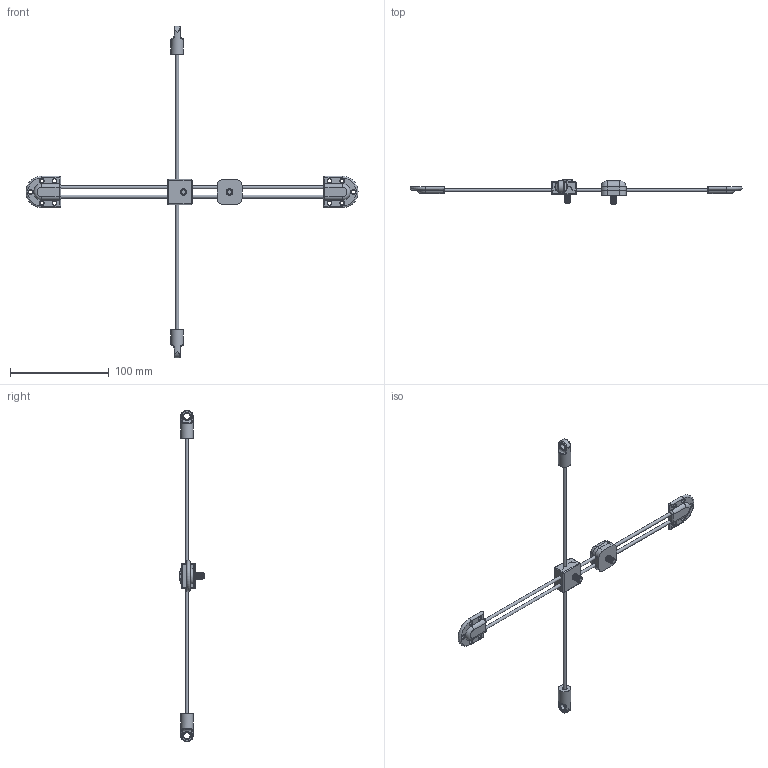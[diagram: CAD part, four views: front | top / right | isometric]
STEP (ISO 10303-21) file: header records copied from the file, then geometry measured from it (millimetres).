
FILE_DESCRIPTION(/* description */ (''),/* implementation_level */ '2;1');
FILE_NAME(/* name */ 'belly mount v26.step',/* time_stamp */ '2018-11-02T16:53:18-07:00',/* author */ (''),/* organization */ (''),/* preprocessor_version */ 'ST-DEVELOPER v17.2',/* originating_system */ 'Autodesk Translation Framework v7.6.0.251',/* authorisation */ '');
FILE_SCHEMA (('AUTOMOTIVE_DESIGN { 1 0 10303 214 3 1 1 }'));
Length unit declared in the file: inch
Products named in the file (7): belly mount; cross bar mount (1); slide-mount; 94613A540; end cap; 1/8" carbon rod; bridle tip
Assembly tree (11 placements, depth 2):
  belly mount
    1/8" carbon rod  x3
    end cap  x2
    cross bar mount (1)
    slide-mount
    94613A540  x2
    bridle tip  x2
Bounding box: 336.95 x 24.67 x 336.5 mm (x, y, z)
Volume: 37071.9 mm3; surface area: 27939.7 mm2
Topology: 13 solids, 13 shells, 384 faces, 986 edges, 619 vertices
Faces by surface type: cylinder 183, plane 111, torus 28, bspline 28, sphere 20, cone 14
Full cylindrical faces by diameter (mm): 3.175 x7, 3.572 x2, 3.969 x10, 4.711 x28, 6.35 x30, 6.747 x2, 12.7 x2
Entity records: 11972 total; most frequent: CARTESIAN_POINT 5355, DIRECTION 1357, ORIENTED_EDGE 1356, EDGE_CURVE 678, AXIS2_PLACEMENT_3D 530, VERTEX_POINT 426, LINE 297, VECTOR 297
